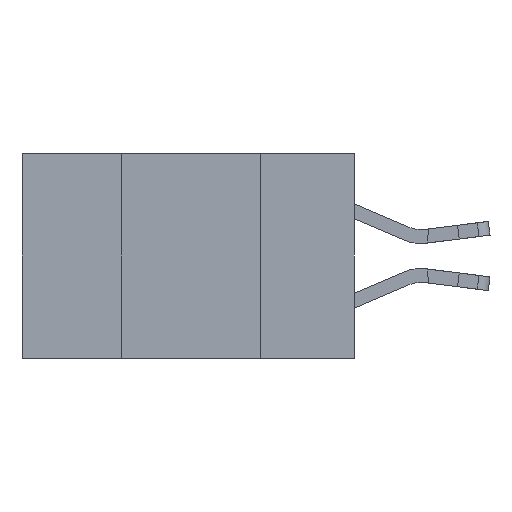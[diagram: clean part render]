
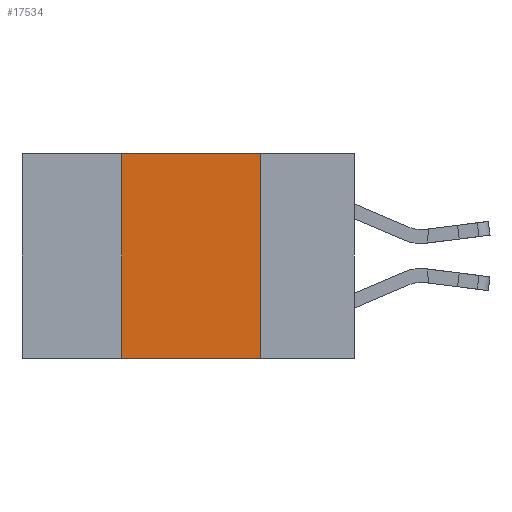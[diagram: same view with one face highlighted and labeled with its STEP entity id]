
A CAD part, left-side view. The second image highlights one B-rep face of the part: STEP entity #17534.
In plain terms, the highlighted planar face has unit normal (-1, 0, 0).
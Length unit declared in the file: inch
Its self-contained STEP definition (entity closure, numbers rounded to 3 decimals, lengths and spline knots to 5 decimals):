
#165 = CARTESIAN_POINT ( 'NONE',  ( 0., 0.42, -0.37 ) ) ;
#376 = DIRECTION ( 'NONE',  ( 0., 0., 1. ) ) ;
#597 = DIRECTION ( 'NONE',  ( 0., -1., 0. ) ) ;
#1061 = CARTESIAN_POINT ( 'NONE',  ( 0., 0.17, -0.37 ) ) ;
#1662 = VECTOR ( 'NONE', #597, 39.37008 ) ;
#2854 = ORIENTED_EDGE ( 'NONE', *, *, #3075, .T. ) ;
#3075 = EDGE_CURVE ( 'NONE', #3229, #19450, #4792, .T. ) ;
#3229 = VERTEX_POINT ( 'NONE', #165 ) ;
#4315 = DIRECTION ( 'NONE',  ( 0., 0., -1. ) ) ;
#4663 = PLANE ( 'NONE',  #13268 ) ;
#4792 = LINE ( 'NONE', #8988, #17768 ) ;
#5495 = ORIENTED_EDGE ( 'NONE', *, *, #14920, .F. ) ;
#5799 = LINE ( 'NONE', #13112, #10471 ) ;
#6443 = DIRECTION ( 'NONE',  ( 1., 0., 0. ) ) ;
#6622 = EDGE_CURVE ( 'NONE', #3229, #11032, #22469, .T. ) ;
#6651 = ORIENTED_EDGE ( 'NONE', *, *, #6622, .F. ) ;
#7128 = ORIENTED_EDGE ( 'NONE', *, *, #16100, .F. ) ;
#7423 = CARTESIAN_POINT ( 'NONE',  ( 0., 0.42, -0.37 ) ) ;
#8505 = DIRECTION ( 'NONE',  ( 0., -1., 0. ) ) ;
#8988 = CARTESIAN_POINT ( 'NONE',  ( 0., 0.6, -0.37 ) ) ;
#10471 = VECTOR ( 'NONE', #4315, 39.37008 ) ;
#11032 = VERTEX_POINT ( 'NONE', #14764 ) ;
#11194 = CARTESIAN_POINT ( 'NONE',  ( 0., 0.6, 0. ) ) ;
#11626 = CARTESIAN_POINT ( 'NONE',  ( 0., 0.17, 0. ) ) ;
#12524 = VECTOR ( 'NONE', #376, 39.37008 ) ;
#13112 = CARTESIAN_POINT ( 'NONE',  ( 0., 0.17, -0.37 ) ) ;
#13268 = AXIS2_PLACEMENT_3D ( 'NONE', #17022, #6443, #18794 ) ;
#14764 = CARTESIAN_POINT ( 'NONE',  ( 0., 0.42, 0. ) ) ;
#14920 = EDGE_CURVE ( 'NONE', #11032, #16956, #19904, .T. ) ;
#16100 = EDGE_CURVE ( 'NONE', #16956, #19450, #5799, .T. ) ;
#16956 = VERTEX_POINT ( 'NONE', #11626 ) ;
#17022 = CARTESIAN_POINT ( 'NONE',  ( 0., 0.6, 0. ) ) ;
#17534 = ADVANCED_FACE ( 'NONE', ( #22008 ), #4663, .F. ) ;
#17768 = VECTOR ( 'NONE', #8505, 39.37008 ) ;
#18794 = DIRECTION ( 'NONE',  ( 0., 0., -1. ) ) ;
#19450 = VERTEX_POINT ( 'NONE', #1061 ) ;
#19904 = LINE ( 'NONE', #11194, #1662 ) ;
#21576 = EDGE_LOOP ( 'NONE', ( #7128, #5495, #6651, #2854 ) ) ;
#22008 = FACE_OUTER_BOUND ( 'NONE', #21576, .T. ) ;
#22469 = LINE ( 'NONE', #7423, #12524 ) ;
